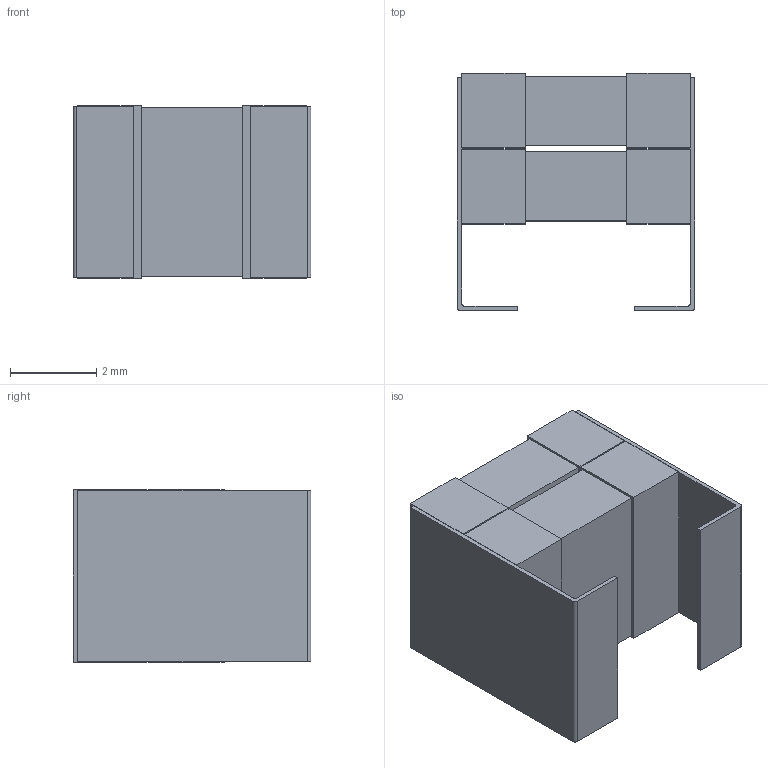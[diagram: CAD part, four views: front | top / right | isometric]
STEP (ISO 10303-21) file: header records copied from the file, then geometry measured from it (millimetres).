
FILE_DESCRIPTION (( 'STEP AP214' ), '1' );
FILE_NAME ('CCSS_S2_1812-2_L5.5W4T5.5B1.4.STEP', '2021-03-04T18:02:07', ( '' ), ( '' ), 'SwSTEP 2.0', 'SolidWorks 2014', '' );
FILE_SCHEMA (( 'AUTOMOTIVE_DESIGN' ));
Length unit declared in the file: millimetre
Products named in the file (1): CCSS_S2_1812-2_L5.5W4T5.5B1.4
Bounding box: 5.5 x 5.5 x 4 mm (x, y, z)
Volume: 75.7 mm3; surface area: 207.4 mm2
Topology: 4 solids, 4 shells, 113 faces, 297 edges, 194 vertices
Faces by surface type: plane 109, cylinder 4
Entity records: 4084 total; most frequent: CARTESIAN_POINT 605, ORIENTED_EDGE 594, DIRECTION 533, EDGE_CURVE 297, LINE 289, VECTOR 289, VERTEX_POINT 194, AXIS2_PLACEMENT_3D 122
